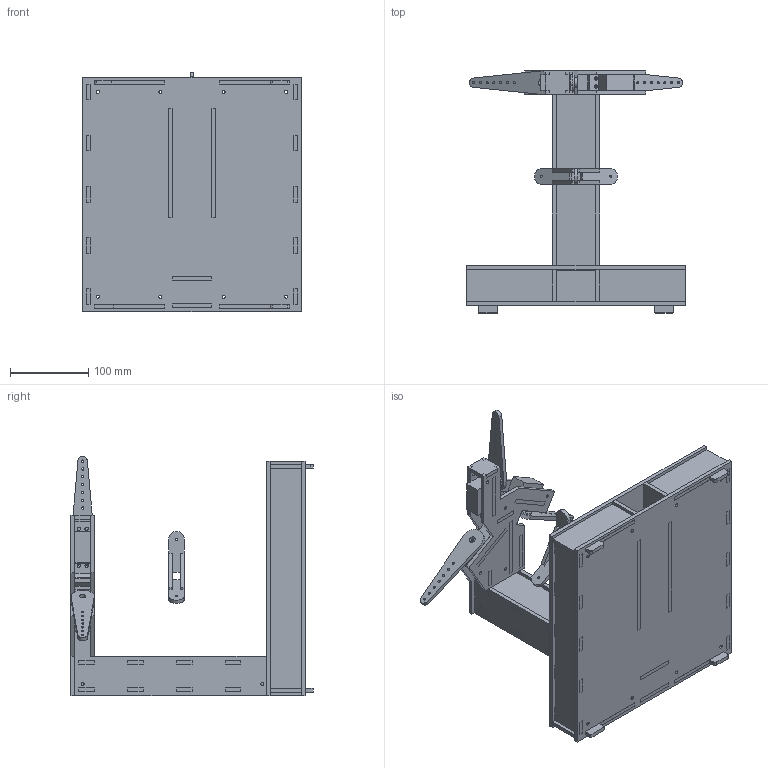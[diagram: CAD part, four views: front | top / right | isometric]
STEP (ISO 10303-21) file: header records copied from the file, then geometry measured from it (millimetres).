
FILE_DESCRIPTION(/* description */ (''),/* implementation_level */ '2;1');
FILE_NAME(/* name */ 'MSD_delta_bot.step',/* time_stamp */ '2018-10-24T12:09:31+11:00',/* author */ ('matthew.wildoer'),/* organization */ (''),/* preprocessor_version */ 'ST-DEVELOPER v17.2',/* originating_system */ 'Autodesk Translation Framework v7.6.0.251',/* authorisation */ '');
FILE_SCHEMA (('AUTOMOTIVE_DESIGN { 1 0 10303 214 3 1 1 }'));
Length unit declared in the file: millimetre
Products named in the file (22): MSD_delta_bot; end_effector_plate; end_effector_link; servo_base_plate; servo_top_plate; servo_mount_stiffener; servo; servo_plate; servo_horn; top_stiffener; center_stiffener; frame_spine_1; frame_spine_2; frame_spine_bracing; frame_base; frame_workarea; back_plate; back_plate(Mirror); front_plate; front_plate_mirror; side_plate; side_plate(Mirror)
Assembly tree (31 placements, depth 2):
  MSD_delta_bot
    end_effector_plate  x2
    end_effector_link  x3
    servo_base_plate
    servo  x3
    servo_plate  x3
    servo_top_plate
    servo_mount_stiffener
    servo_horn  x3
    top_stiffener
    center_stiffener
    frame_spine_1
    frame_spine_2
    frame_spine_bracing  x2
    frame_base
    frame_workarea
    back_plate
    back_plate(Mirror)
    front_plate
    front_plate_mirror
    side_plate
    side_plate(Mirror)
Bounding box: 280 x 310 x 305.98 mm (x, y, z)
Volume: 1761079.5 mm3; surface area: 799493.8 mm2
Topology: 31 solids, 31 shells, 1036 faces, 2871 edges, 1914 vertices
Faces by surface type: plane 923, cylinder 113
Full cylindrical faces by diameter (mm): 3 x27, 4 x30, 4.38 x24, 5 x3, 5.455 x3, 6 x2, 8 x6, 25 x3
Entity records: 26645 total; most frequent: CARTESIAN_POINT 4602, ORIENTED_EDGE 4500, DIRECTION 4078, EDGE_CURVE 2250, LINE 2126, VECTOR 2126, VERTEX_POINT 1500, EDGE_LOOP 1058
